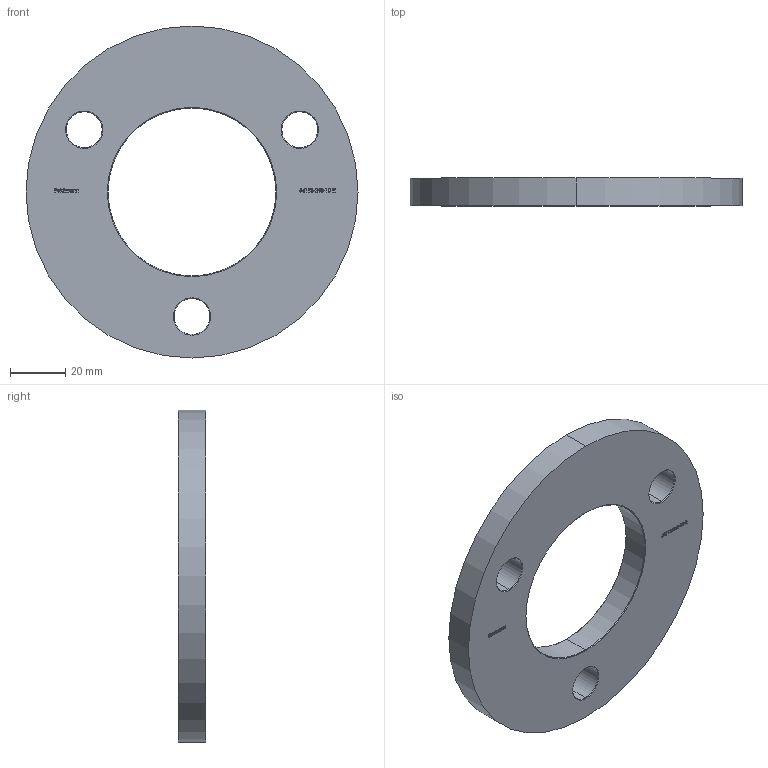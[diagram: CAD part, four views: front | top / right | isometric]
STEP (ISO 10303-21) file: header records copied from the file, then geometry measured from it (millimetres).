
FILE_DESCRIPTION (( 'STEP AP203' ), '1' );
FILE_NAME ('54113-240-10-R.step', '2020-10-21T11:00:53', ( '' ), ( '' ), 'SwSTEP 2.0', 'SolidWorks 2018', '' );
FILE_SCHEMA (( 'CONFIG_CONTROL_DESIGN' ));
Length unit declared in the file: millimetre
Products named in the file (2): 54113-240-10-R
Bounding box: 120 x 10 x 120 mm (x, y, z)
Volume: 80157.1 mm3; surface area: 22857.6 mm2
Topology: 1 solids, 1 shells, 293 faces, 767 edges, 506 vertices
Faces by surface type: plane 168, bspline 99, cone 16, cylinder 10
Entity records: 14574 total; most frequent: CARTESIAN_POINT 7835, ORIENTED_EDGE 1534, DIRECTION 997, EDGE_CURVE 767, VECTOR 533, LINE 533, VERTEX_POINT 506, EDGE_LOOP 331
